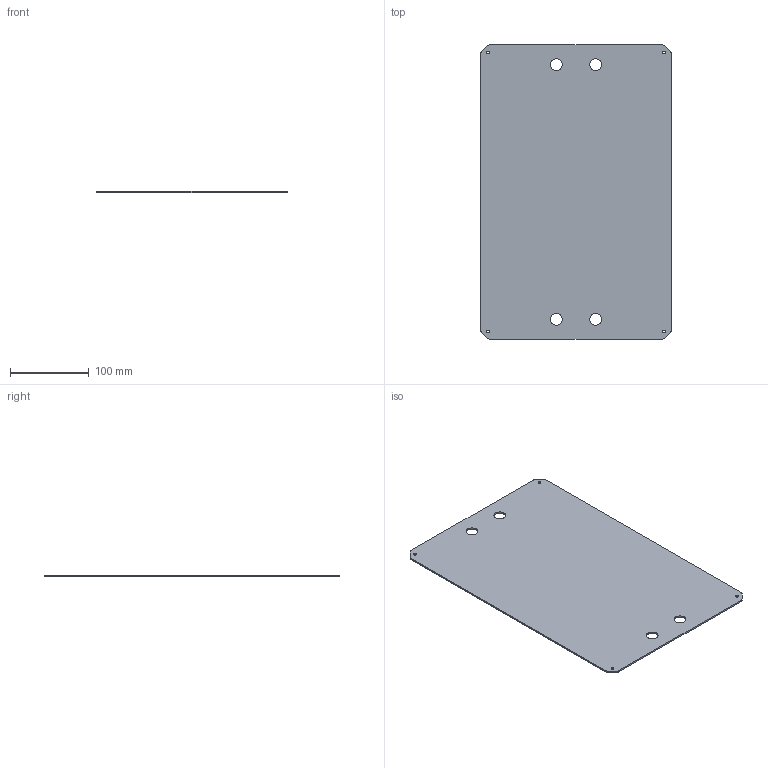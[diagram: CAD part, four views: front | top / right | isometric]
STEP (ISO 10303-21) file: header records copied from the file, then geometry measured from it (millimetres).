
FILE_DESCRIPTION(/* description */ ('TAPA SUPERIOR'),/* implementation_level */ '2;1');
FILE_NAME(/* name */ 'C04H030052-superior-protection_001.stp',/* time_stamp */ '2014-12-22T15:04:34+01:00',/* author */ ('MARCHA TECHNOLOGY'),/* organization */ ('MARCHA TECHNOLOGY'),/* preprocessor_version */ 'ST-DEVELOPER v15.6',/* originating_system */ 'Autodesk Inventor 2015',/* authorisation */ '');
FILE_SCHEMA (('CONFIG_CONTROL_DESIGN'));
Length unit declared in the file: millimetre
Products named in the file (1): C04H030052-superior-protection_001
Bounding box: 243 x 374 x 2 mm (x, y, z)
Volume: 179867.8 mm3; surface area: 182751.1 mm2
Topology: 1 solids, 1 shells, 26 faces, 76 edges, 52 vertices
Faces by surface type: cylinder 16, plane 10
Full cylindrical faces by diameter (mm): 3.5 x4, 15 x4
Entity records: 864 total; most frequent: DIRECTION 150, CARTESIAN_POINT 139, ORIENTED_EDGE 128, EDGE_CURVE 64, AXIS2_PLACEMENT_3D 59, EDGE_LOOP 50, VERTEX_POINT 48, LINE 32
